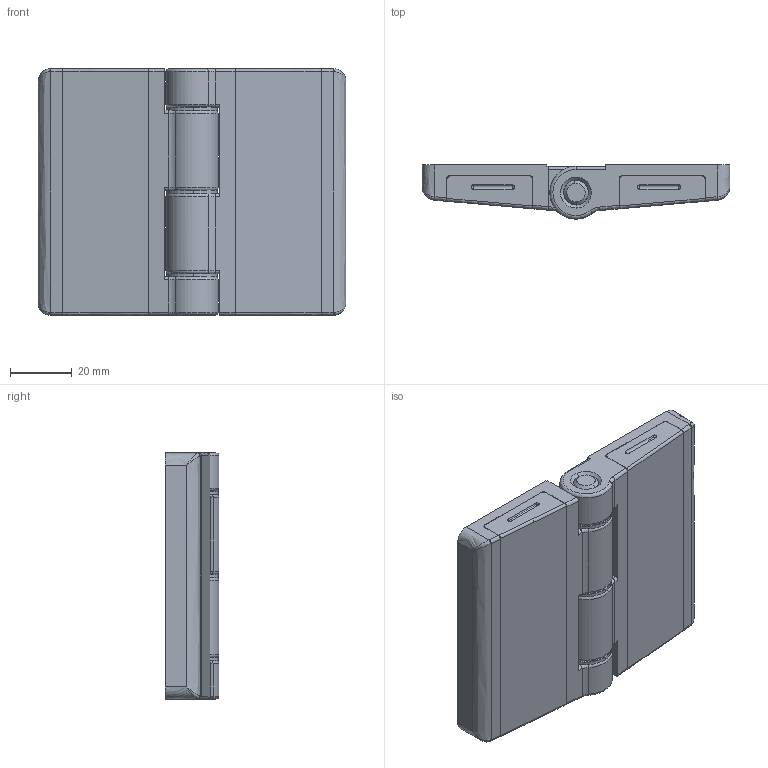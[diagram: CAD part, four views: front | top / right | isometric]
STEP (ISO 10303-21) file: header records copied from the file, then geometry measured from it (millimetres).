
FILE_DESCRIPTION((''),'2;1');
FILE_NAME('','2005-04-20T08:47:20',(''),(''),'','CADfix','');
FILE_SCHEMA(('AUTOMOTIVE_DESIGN'));
Length unit declared in the file: millimetre
Products named in the file (5): washer; hinge piece; cover; shaft; TH_117_2_32480_36
Assembly tree (8 placements, depth 2):
  TH_117_2_32480_36
    washer  x3
    hinge piece  x2
    cover  x2
    shaft
Bounding box: 100 x 17.5 x 80 mm (x, y, z)
Volume: 67210.6 mm3; surface area: 44155.3 mm2
Topology: 8 solids, 8 shells, 276 faces, 774 edges, 520 vertices
Faces by surface type: bspline 276
Entity records: 5497 total; most frequent: CARTESIAN_POINT 3142, ORIENTED_EDGE 786, EDGE_CURVE 393, VERTEX_POINT 266, QUASI_UNIFORM_CURVE 199, EDGE_LOOP 161, FACE_OUTER_BOUND 140, ADVANCED_FACE 140
